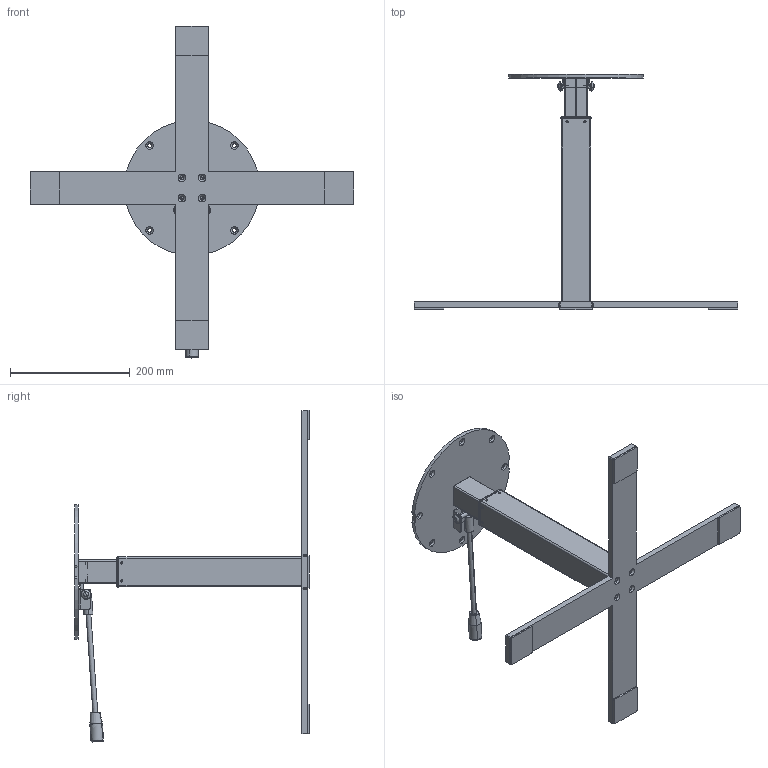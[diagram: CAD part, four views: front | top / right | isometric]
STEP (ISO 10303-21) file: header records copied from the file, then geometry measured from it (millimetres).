
FILE_DESCRIPTION (( 'STEP AP203' ), '1' );
FILE_NAME ('50319X_Pelarstativ gas 540, spak, Sitt_Sitt.STEP', '2019-02-28T14:44:27', ( '' ), ( '' ), 'SwSTEP 2.0', 'SolidWorks 2017', '' );
FILE_SCHEMA (( 'CONFIG_CONTROL_DESIGN' ));
Length unit declared in the file: millimetre
Products named in the file (1): 50319X_Pelarstativ  gas 540, spak, Sitt_Sitt
Bounding box: 540 x 391.5 x 553.39 mm (x, y, z)
Surface area: 404338.9 mm2 (no closed solid volume)
Topology: 0 solids, 39 shells, 304 faces, 956 edges, 681 vertices
Faces by surface type: plane 135, cylinder 113, cone 32, torus 14, sphere 8, bspline 2
Entity records: 10794 total; most frequent: CARTESIAN_POINT 2032, DIRECTION 1943, ORIENTED_EDGE 1528, EDGE_CURVE 956, AXIS2_PLACEMENT_3D 704, VERTEX_POINT 681, VECTOR 535, LINE 535
